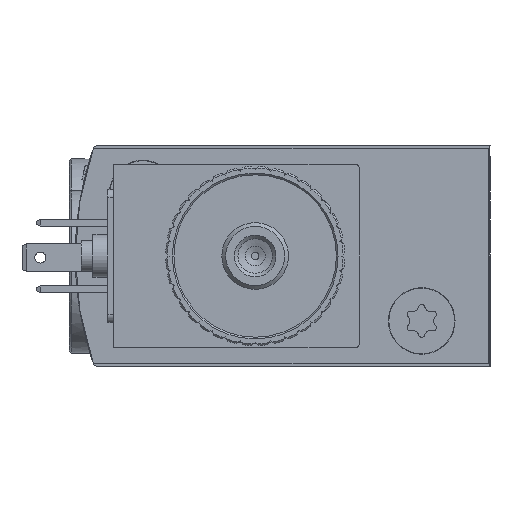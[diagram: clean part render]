
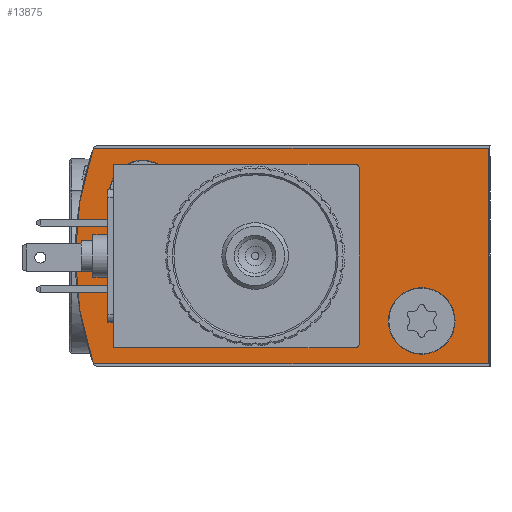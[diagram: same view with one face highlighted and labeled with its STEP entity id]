
A CAD part, left-side view. The second image highlights one B-rep face of the part: STEP entity #13875.
In plain terms, the highlighted planar face has unit normal (-1, 0, 0).
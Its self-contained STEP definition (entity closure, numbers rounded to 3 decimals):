
#1124=LINE('',#23607,#2344);
#1127=LINE('',#23615,#2347);
#1130=LINE('',#23621,#2350);
#2344=VECTOR('',#19316,1000.);
#2347=VECTOR('',#19323,1000.);
#2350=VECTOR('',#19328,1000.);
#4646=ORIENTED_EDGE('',*,*,#7778,.F.);
#4647=ORIENTED_EDGE('',*,*,#7779,.T.);
#4648=ORIENTED_EDGE('',*,*,#7780,.T.);
#4649=ORIENTED_EDGE('',*,*,#7761,.F.);
#4650=ORIENTED_EDGE('',*,*,#7745,.F.);
#4651=ORIENTED_EDGE('',*,*,#7774,.F.);
#4652=ORIENTED_EDGE('',*,*,#7771,.F.);
#4653=ORIENTED_EDGE('',*,*,#7768,.F.);
#4654=ORIENTED_EDGE('',*,*,#7764,.F.);
#7745=EDGE_CURVE('',#9476,#9477,#10519,.T.);
#7761=EDGE_CURVE('',#9477,#9492,#10527,.T.);
#7764=EDGE_CURVE('',#9492,#9494,#1124,.T.);
#7768=EDGE_CURVE('',#9494,#9497,#1127,.T.);
#7771=EDGE_CURVE('',#9497,#9499,#1130,.T.);
#7774=EDGE_CURVE('',#9499,#9476,#10530,.T.);
#7778=EDGE_CURVE('',#9503,#9503,#10534,.F.);
#7779=EDGE_CURVE('',#9504,#9504,#10535,.T.);
#7780=EDGE_CURVE('',#9505,#9505,#10536,.T.);
#9476=VERTEX_POINT('',#23569);
#9477=VERTEX_POINT('',#23570);
#9492=VERTEX_POINT('',#23602);
#9494=VERTEX_POINT('',#23608);
#9497=VERTEX_POINT('',#23616);
#9499=VERTEX_POINT('',#23622);
#9503=VERTEX_POINT('',#23636);
#9504=VERTEX_POINT('',#23638);
#9505=VERTEX_POINT('',#23640);
#10519=CIRCLE('',#16677,39.5);
#10527=CIRCLE('',#16686,0.2);
#10530=CIRCLE('',#16693,0.2);
#10534=CIRCLE('',#16699,5.);
#10535=CIRCLE('',#16700,4.);
#10536=CIRCLE('',#16701,4.);
#11346=EDGE_LOOP('',(#4646));
#11347=EDGE_LOOP('',(#4647));
#11348=EDGE_LOOP('',(#4648));
#11349=EDGE_LOOP('',(#4649,#4650,#4651,#4652,#4653,#4654));
#12429=FACE_BOUND('',#11346,.T.);
#12430=FACE_BOUND('',#11347,.T.);
#12431=FACE_BOUND('',#11348,.T.);
#12432=FACE_BOUND('',#11349,.T.);
#13290=PLANE('',#16698);
#13875=ADVANCED_FACE('',(#12429,#12430,#12431,#12432),#13290,.F.);
#16677=AXIS2_PLACEMENT_3D('',#23568,#19283,#19284);
#16686=AXIS2_PLACEMENT_3D('',#23601,#19309,#19310);
#16693=AXIS2_PLACEMENT_3D('',#23627,#19333,#19334);
#16698=AXIS2_PLACEMENT_3D('',#23634,#19343,#19344);
#16699=AXIS2_PLACEMENT_3D('',#23635,#19345,#19346);
#16700=AXIS2_PLACEMENT_3D('',#23637,#19347,#19348);
#16701=AXIS2_PLACEMENT_3D('',#23639,#19349,#19350);
#19283=DIRECTION('',(1.,0.,0.));
#19284=DIRECTION('',(0.,0.,-1.));
#19309=DIRECTION('',(1.,0.,0.));
#19310=DIRECTION('',(0.,0.,-1.));
#19316=DIRECTION('',(0.,-1.,0.));
#19323=DIRECTION('',(0.,0.,-1.));
#19328=DIRECTION('',(0.,1.,0.));
#19333=DIRECTION('',(1.,0.,0.));
#19334=DIRECTION('',(0.,0.,-1.));
#19343=DIRECTION('',(1.,0.,0.));
#19344=DIRECTION('',(0.,0.,-1.));
#19345=DIRECTION('',(1.,0.,0.));
#19346=DIRECTION('',(0.,0.,-1.));
#19347=DIRECTION('',(1.,0.,0.));
#19348=DIRECTION('',(0.,0.,-1.));
#19349=DIRECTION('',(1.,0.,0.));
#19350=DIRECTION('',(0.,0.,-1.));
#23568=CARTESIAN_POINT('',(0.,10.3,0.));
#23569=CARTESIAN_POINT('',(0.,47.663,-12.815));
#23570=CARTESIAN_POINT('',(0.,47.663,12.815));
#23601=CARTESIAN_POINT('',(0.,47.474,12.75));
#23602=CARTESIAN_POINT('',(0.,47.474,12.95));
#23607=CARTESIAN_POINT('',(0.,47.474,12.95));
#23608=CARTESIAN_POINT('',(0.,0.2,12.95));
#23615=CARTESIAN_POINT('',(0.,0.2,12.95));
#23616=CARTESIAN_POINT('',(0.,0.2,-12.95));
#23621=CARTESIAN_POINT('',(0.,0.2,-12.95));
#23622=CARTESIAN_POINT('',(0.,47.474,-12.95));
#23627=CARTESIAN_POINT('',(0.,47.474,-12.75));
#23634=CARTESIAN_POINT('',(0.,47.474,12.75));
#23635=CARTESIAN_POINT('',(0.,28.2,0.));
#23636=CARTESIAN_POINT('',(0.,28.2,-5.));
#23637=CARTESIAN_POINT('',(0.,41.7,7.5));
#23638=CARTESIAN_POINT('',(0.,41.7,3.5));
#23639=CARTESIAN_POINT('',(0.,8.2,-7.8));
#23640=CARTESIAN_POINT('',(0.,8.2,-11.8));
